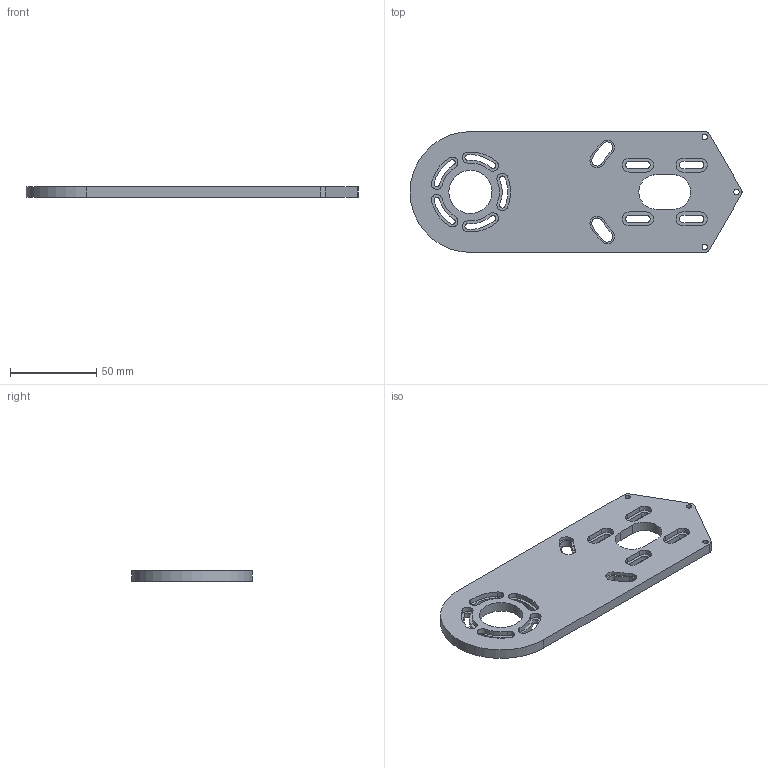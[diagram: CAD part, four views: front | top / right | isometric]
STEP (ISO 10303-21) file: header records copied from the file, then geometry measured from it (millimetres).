
FILE_DESCRIPTION(/* description */ (''),/* implementation_level */ '2;1');
FILE_NAME(/* name */ 'Motor Mount INTEGRATED IDLER 107mm .step',/* time_stamp */ '2018-10-24T09:13:56-04:00',/* author */ ('akhlut'),/* organization */ (''),/* preprocessor_version */ 'ST-DEVELOPER v17.2',/* originating_system */ 'Autodesk Translation Framework v7.6.0.251',/* authorisation */ '');
FILE_SCHEMA (('AUTOMOTIVE_DESIGN { 1 0 10303 214 3 1 1 }'));
Length unit declared in the file: millimetre
Products named in the file (2): Motor Mount INTEGRATED IDLER 97mm M6 v2 FOR TKP PRESS-FIT; Component51
Assembly tree (1 placements, depth 2):
  Motor Mount INTEGRATED IDLER 97mm M6 v2 FOR TKP PRESS-FIT
    Component51
Bounding box: 192.23 x 70 x 6 mm (x, y, z)
Volume: 60947.5 mm3; surface area: 27806.1 mm2
Topology: 1 solids, 1 shells, 117 faces, 314 edges, 210 vertices
Faces by surface type: cylinder 82, plane 35
Full cylindrical faces by diameter (mm): 3.2 x3, 25 x1
Entity records: 3923 total; most frequent: DIRECTION 720, CARTESIAN_POINT 644, ORIENTED_EDGE 628, EDGE_CURVE 314, AXIS2_PLACEMENT_3D 286, VERTEX_POINT 210, CIRCLE 166, EDGE_LOOP 160
